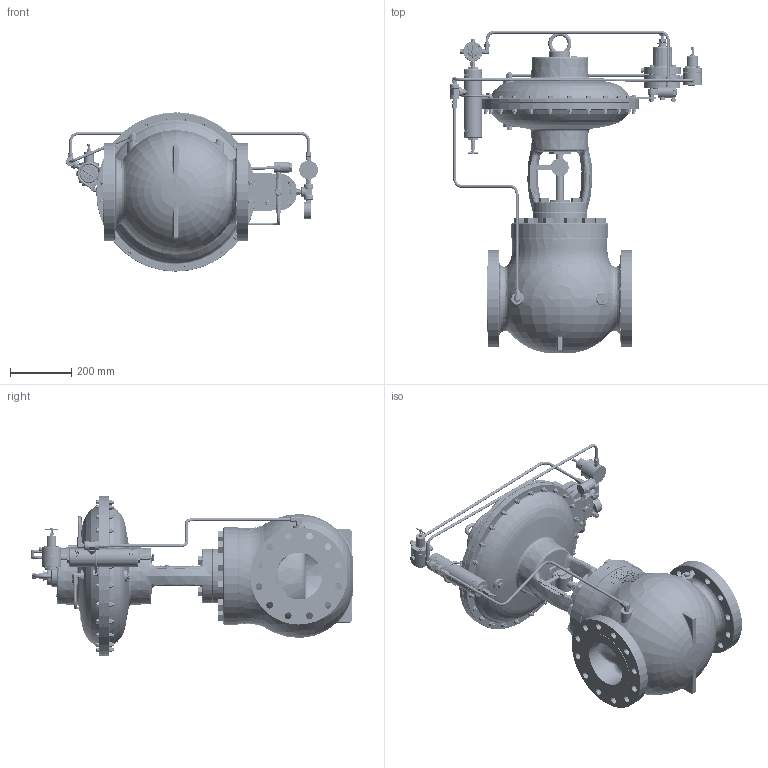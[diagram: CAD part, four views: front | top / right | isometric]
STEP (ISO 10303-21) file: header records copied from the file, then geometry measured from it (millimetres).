
FILE_DESCRIPTION (( 'STEP AP203' ), '1' );
FILE_NAME ('6 INCH HPCV PB PO 300RF (30HPBP).STEP', '2017-07-25T20:25:49', ( '' ), ( '' ), 'SwSTEP 2.0', 'SolidWorks 2016', '' );
FILE_SCHEMA (( 'CONFIG_CONTROL_DESIGN' ));
Products named in the file (1): 6 INCH HPCV PB PO 300RF (30HPBP)
Bounding box: 823.58 x 1054.1 x 520.7 mm (x, y, z)
Volume: 61091504.5 mm3; surface area: 4466293.4 mm2
Topology: 215 solids, 215 shells, 7587 faces, 17858 edges, 10986 vertices
Faces by surface type: plane 2862, cone 1589, bspline 1411, cylinder 1083, torus 532, sphere 110
Entity records: 339535 total; most frequent: CARTESIAN_POINT 178592, ORIENTED_EDGE 35500, DIRECTION 29839, EDGE_CURVE 17750, AXIS2_PLACEMENT_3D 11748, VERTEX_POINT 10976, EDGE_LOOP 8038, FACE_OUTER_BOUND 7587
